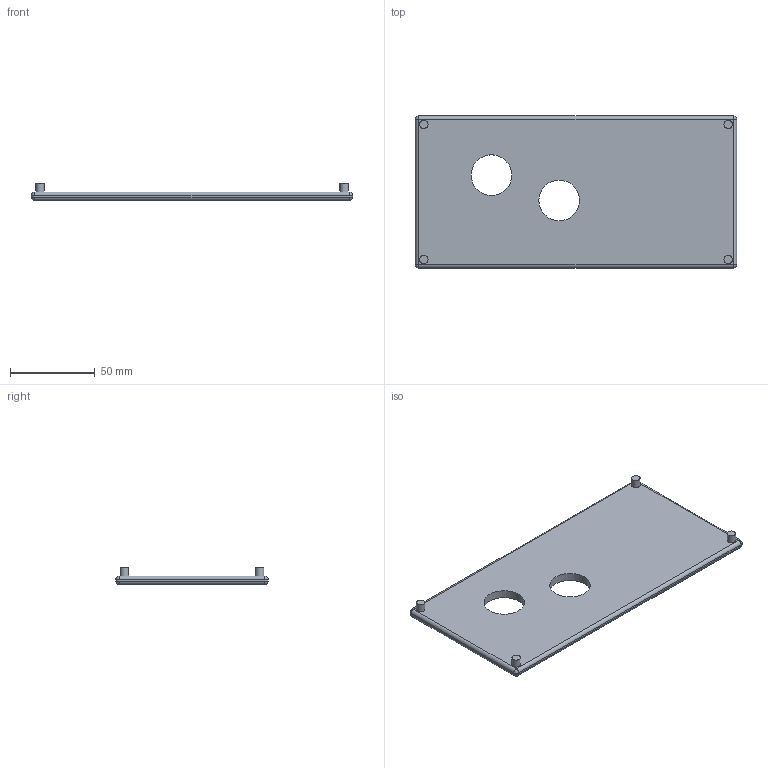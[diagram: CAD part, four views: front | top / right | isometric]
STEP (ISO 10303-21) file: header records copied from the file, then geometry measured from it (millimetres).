
FILE_DESCRIPTION(('Open CASCADE Model'),'2;1');
FILE_NAME('Open CASCADE Shape Model','2024-07-02T15:29:38',('Author'),( 'Open CASCADE'),'Open CASCADE STEP processor 7.7','Open CASCADE 7.7' ,'Unknown');
FILE_SCHEMA(('AUTOMOTIVE_DESIGN { 1 0 10303 214 1 1 1 1 }'));
Length unit declared in the file: millimetre
Products named in the file (1): Open CASCADE STEP translator 7.7 1
Bounding box: 190 x 90 x 10 mm (x, y, z)
Volume: 80400.9 mm3; surface area: 35275.5 mm2
Topology: 1 solids, 1 shells, 36 faces, 74 edges, 36 vertices
Faces by surface type: cylinder 18, plane 10, sphere 8
Full cylindrical faces by diameter (mm): 5 x4, 24 x2
Entity records: 1718 total; most frequent: CARTESIAN_POINT 303, DIRECTION 276, ORIENTED_EDGE 132, PCURVE 132, DEFINITIONAL_REPRESENTATION 132, LINE 118, VECTOR 118, AXIS2_PLACEMENT_3D 73
